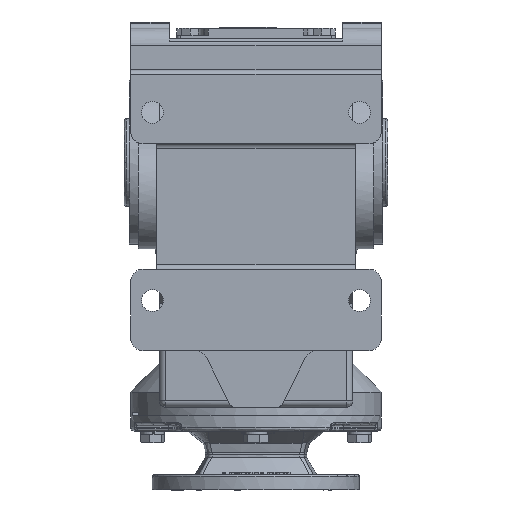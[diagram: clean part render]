
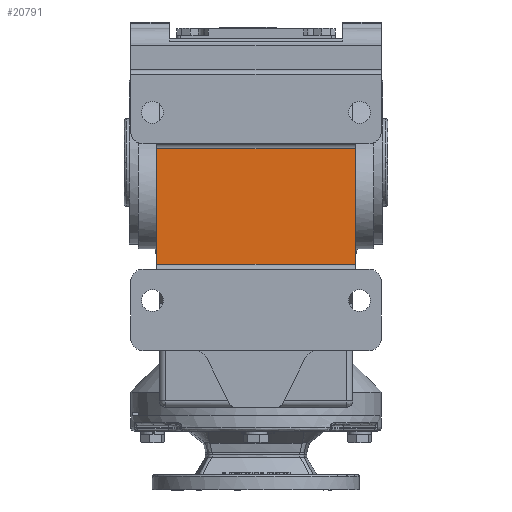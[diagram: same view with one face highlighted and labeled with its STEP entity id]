
A CAD part, front view. The second image highlights one B-rep face of the part: STEP entity #20791.
In plain terms, the highlighted planar face has unit normal (0, -1, 0).
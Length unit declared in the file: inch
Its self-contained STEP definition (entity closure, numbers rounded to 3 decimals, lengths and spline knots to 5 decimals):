
#4430 = ORIENTED_EDGE ( 'NONE', *, *, #19006, .F. ) ;
#6116 = VERTEX_POINT ( 'NONE', #65670 ) ;
#9387 = LINE ( 'NONE', #25620, #68007 ) ;
#13264 = CARTESIAN_POINT ( 'NONE',  ( -3.93701, -6.88976, 0.43307 ) ) ;
#16269 = EDGE_LOOP ( 'NONE', ( #81546, #4430, #42028, #63754 ) ) ;
#16555 = LINE ( 'NONE', #13264, #65209 ) ;
#19006 = EDGE_CURVE ( 'NONE', #6116, #30616, #25423, .T. ) ;
#20791 = ADVANCED_FACE ( 'NONE', ( #70878 ), #32864, .T. ) ;
#24368 = VECTOR ( 'NONE', #74370, 39.37008 ) ;
#25423 = LINE ( 'NONE', #35538, #24368 ) ;
#25620 = CARTESIAN_POINT ( 'NONE',  ( -3.93701, -6.88976, -3.18898 ) ) ;
#26502 = DIRECTION ( 'NONE',  ( 0., -1., 0. ) ) ;
#29165 = CARTESIAN_POINT ( 'NONE',  ( -3.11024, -6.88976, 0.43307 ) ) ;
#30616 = VERTEX_POINT ( 'NONE', #34497 ) ;
#32864 = PLANE ( 'NONE',  #71069 ) ;
#34497 = CARTESIAN_POINT ( 'NONE',  ( 3.11024, -6.88976, -3.18898 ) ) ;
#35538 = CARTESIAN_POINT ( 'NONE',  ( 3.11024, -6.88976, 0.43307 ) ) ;
#38407 = DIRECTION ( 'NONE',  ( 1., 0., 0. ) ) ;
#40255 = EDGE_CURVE ( 'NONE', #51848, #30616, #9387, .T. ) ;
#41704 = DIRECTION ( 'NONE',  ( 0., 0., 1. ) ) ;
#42028 = ORIENTED_EDGE ( 'NONE', *, *, #50883, .T. ) ;
#45261 = VECTOR ( 'NONE', #41704, 39.37008 ) ;
#50883 = EDGE_CURVE ( 'NONE', #6116, #79822, #16555, .T. ) ;
#51262 = LINE ( 'NONE', #60048, #45261 ) ;
#51848 = VERTEX_POINT ( 'NONE', #68810 ) ;
#52066 = CARTESIAN_POINT ( 'NONE',  ( -3.93701, -6.88976, 0.43307 ) ) ;
#57686 = DIRECTION ( 'NONE',  ( -1., 0., 0. ) ) ;
#60048 = CARTESIAN_POINT ( 'NONE',  ( -3.11024, -6.88976, -0.07874 ) ) ;
#63754 = ORIENTED_EDGE ( 'NONE', *, *, #65252, .F. ) ;
#65209 = VECTOR ( 'NONE', #57686, 39.37008 ) ;
#65252 = EDGE_CURVE ( 'NONE', #51848, #79822, #51262, .T. ) ;
#65670 = CARTESIAN_POINT ( 'NONE',  ( 3.11024, -6.88976, 0.43307 ) ) ;
#68007 = VECTOR ( 'NONE', #38407, 39.37008 ) ;
#68810 = CARTESIAN_POINT ( 'NONE',  ( -3.11024, -6.88976, -3.18898 ) ) ;
#70878 = FACE_OUTER_BOUND ( 'NONE', #16269, .T. ) ;
#70911 = DIRECTION ( 'NONE',  ( 0., 0., -1. ) ) ;
#71069 = AXIS2_PLACEMENT_3D ( 'NONE', #52066, #26502, #70911 ) ;
#74370 = DIRECTION ( 'NONE',  ( 0., 0., -1. ) ) ;
#79822 = VERTEX_POINT ( 'NONE', #29165 ) ;
#81546 = ORIENTED_EDGE ( 'NONE', *, *, #40255, .T. ) ;
